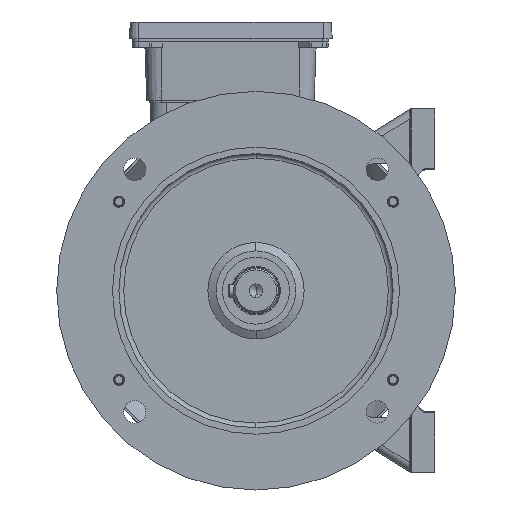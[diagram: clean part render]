
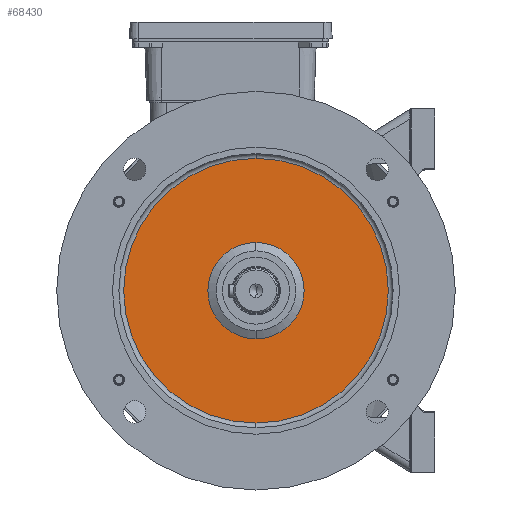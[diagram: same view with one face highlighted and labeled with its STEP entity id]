
A CAD part, left-side view. The second image highlights one B-rep face of the part: STEP entity #68430.
In plain terms, the highlighted planar face has unit normal (-1, 0, 0).
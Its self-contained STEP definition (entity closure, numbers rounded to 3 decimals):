
#6771 = EDGE_CURVE ( 'NONE', #48415, #70158, #11870, .T. ) ;
#7964 = EDGE_LOOP ( 'NONE', ( #36138, #102317 ) ) ;
#8313 = CARTESIAN_POINT ( 'NONE',  ( 12., 0., 0. ) ) ;
#11870 = CIRCLE ( 'NONE', #70291, 30.196 ) ;
#21966 = FACE_OUTER_BOUND ( 'NONE', #7964, .T. ) ;
#23808 = CARTESIAN_POINT ( 'NONE',  ( 12., 0., -30.196 ) ) ;
#28128 = EDGE_CURVE ( 'NONE', #29323, #56129, #82434, .T. ) ;
#29323 = VERTEX_POINT ( 'NONE', #38627 ) ;
#29592 = EDGE_CURVE ( 'NONE', #56129, #29323, #39411, .T. ) ;
#31601 = AXIS2_PLACEMENT_3D ( 'NONE', #8313, #82019, #35701 ) ;
#35701 = DIRECTION ( 'NONE',  ( 0., 0., 1. ) ) ;
#36138 = ORIENTED_EDGE ( 'NONE', *, *, #28128, .T. ) ;
#36963 = CARTESIAN_POINT ( 'NONE',  ( 12., 0., 30.196 ) ) ;
#38627 = CARTESIAN_POINT ( 'NONE',  ( 12., 0., 83. ) ) ;
#39411 = CIRCLE ( 'NONE', #31601, 83. ) ;
#43722 = ORIENTED_EDGE ( 'NONE', *, *, #92907, .F. ) ;
#43865 = EDGE_LOOP ( 'NONE', ( #85769, #43722 ) ) ;
#46348 = CARTESIAN_POINT ( 'NONE',  ( 12., 0., 0. ) ) ;
#48415 = VERTEX_POINT ( 'NONE', #23808 ) ;
#49735 = CARTESIAN_POINT ( 'NONE',  ( 12., 0., -83. ) ) ;
#50536 = DIRECTION ( 'NONE',  ( 1., 0., 0. ) ) ;
#50564 = DIRECTION ( 'NONE',  ( -1., 0., 0. ) ) ;
#51147 = PLANE ( 'NONE',  #95920 ) ;
#56129 = VERTEX_POINT ( 'NONE', #49735 ) ;
#59102 = CARTESIAN_POINT ( 'NONE',  ( 12., 30.196, 0. ) ) ;
#67089 = CARTESIAN_POINT ( 'NONE',  ( 12., 0., 0. ) ) ;
#67688 = DIRECTION ( 'NONE',  ( 0., 0., 1. ) ) ;
#68430 = ADVANCED_FACE ( 'NONE', ( #96874, #21966 ), #51147, .F. ) ;
#68840 = DIRECTION ( 'NONE',  ( 0., 0., 1. ) ) ;
#70158 = VERTEX_POINT ( 'NONE', #36963 ) ;
#70291 = AXIS2_PLACEMENT_3D ( 'NONE', #46348, #87101, #68840 ) ;
#75790 = DIRECTION ( 'NONE',  ( 0., 0., 1. ) ) ;
#78591 = DIRECTION ( 'NONE',  ( 0., 0., -1. ) ) ;
#82019 = DIRECTION ( 'NONE',  ( -1., 0., 0. ) ) ;
#82434 = CIRCLE ( 'NONE', #98012, 83. ) ;
#85769 = ORIENTED_EDGE ( 'NONE', *, *, #6771, .F. ) ;
#87101 = DIRECTION ( 'NONE',  ( -1., 0., 0. ) ) ;
#92907 = EDGE_CURVE ( 'NONE', #70158, #48415, #104461, .T. ) ;
#95920 = AXIS2_PLACEMENT_3D ( 'NONE', #59102, #50536, #78591 ) ;
#96874 = FACE_BOUND ( 'NONE', #43865, .T. ) ;
#98012 = AXIS2_PLACEMENT_3D ( 'NONE', #67089, #50564, #67688 ) ;
#102317 = ORIENTED_EDGE ( 'NONE', *, *, #29592, .T. ) ;
#103211 = CARTESIAN_POINT ( 'NONE',  ( 12., 0., 0. ) ) ;
#104461 = CIRCLE ( 'NONE', #106377, 30.196 ) ;
#106377 = AXIS2_PLACEMENT_3D ( 'NONE', #103211, #111177, #75790 ) ;
#111177 = DIRECTION ( 'NONE',  ( -1., 0., 0. ) ) ;
